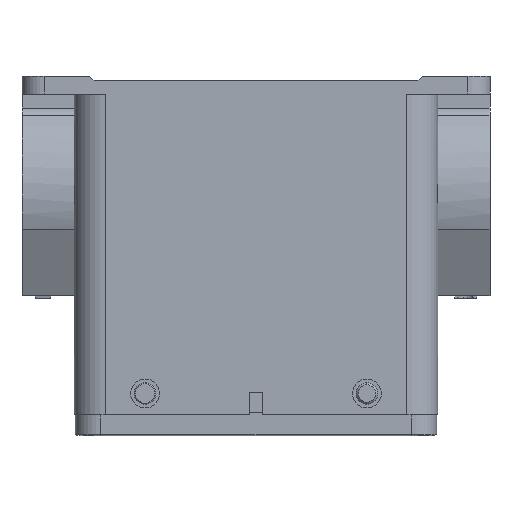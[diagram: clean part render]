
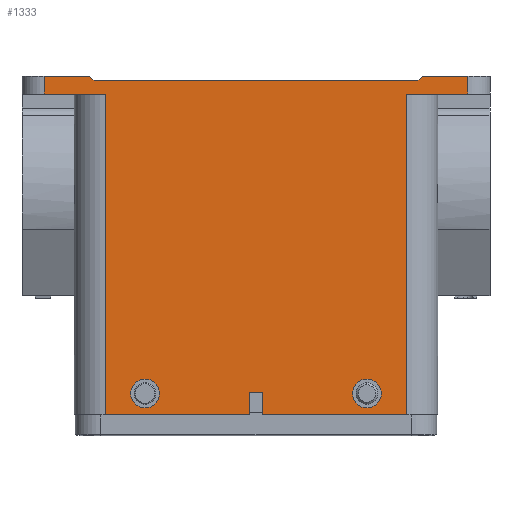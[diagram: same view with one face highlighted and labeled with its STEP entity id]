
A CAD part, front view. The second image highlights one B-rep face of the part: STEP entity #1333.
In plain terms, the highlighted planar face has unit normal (0, -1, 0).
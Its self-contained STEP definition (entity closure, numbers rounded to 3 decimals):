
#108=PLANE('',#6381);
#301=LINE('',#9100,#774);
#305=LINE('',#9110,#778);
#308=LINE('',#9128,#781);
#345=LINE('',#9242,#818);
#346=LINE('',#9250,#819);
#347=LINE('',#9253,#820);
#348=LINE('',#9254,#821);
#349=LINE('',#9255,#822);
#350=LINE('',#9256,#823);
#351=LINE('',#9258,#824);
#352=LINE('',#9260,#825);
#353=LINE('',#9262,#826);
#354=LINE('',#9264,#827);
#355=LINE('',#9266,#828);
#356=LINE('',#9268,#829);
#357=LINE('',#9270,#830);
#774=VECTOR('',#7071,1.);
#778=VECTOR('',#7079,1.);
#781=VECTOR('',#7096,1.);
#818=VECTOR('',#7205,1.);
#819=VECTOR('',#7214,1.);
#820=VECTOR('',#7215,1.);
#821=VECTOR('',#7216,1.);
#822=VECTOR('',#7217,1.);
#823=VECTOR('',#7218,1.);
#824=VECTOR('',#7219,1.);
#825=VECTOR('',#7220,1.);
#826=VECTOR('',#7221,1.);
#827=VECTOR('',#7222,1.);
#828=VECTOR('',#7223,1.);
#829=VECTOR('',#7224,1.);
#830=VECTOR('',#7225,1.);
#1241=FACE_BOUND('',#2178,.T.);
#1242=FACE_BOUND('',#2179,.T.);
#1243=FACE_BOUND('',#2180,.T.);
#1333=ADVANCED_FACE('NONE',(#1241,#1242,#1243),#108,.F.);
#2178=EDGE_LOOP('',(#2850,#2851));
#2179=EDGE_LOOP('',(#2852,#2853,#2854,#2855,#2856,#2857,#2858,#2859,#2860,
#2861,#2862,#2863,#2864,#2865,#2866,#2867));
#2180=EDGE_LOOP('',(#2868,#2869));
#2850=ORIENTED_EDGE('',*,*,#5230,.F.);
#2851=ORIENTED_EDGE('',*,*,#5231,.F.);
#2852=ORIENTED_EDGE('',*,*,#5232,.F.);
#2853=ORIENTED_EDGE('',*,*,#5233,.F.);
#2854=ORIENTED_EDGE('',*,*,#5228,.F.);
#2855=ORIENTED_EDGE('',*,*,#5156,.F.);
#2856=ORIENTED_EDGE('',*,*,#5234,.F.);
#2857=ORIENTED_EDGE('',*,*,#5161,.T.);
#2858=ORIENTED_EDGE('',*,*,#5235,.F.);
#2859=ORIENTED_EDGE('',*,*,#5170,.F.);
#2860=ORIENTED_EDGE('',*,*,#5236,.F.);
#2861=ORIENTED_EDGE('',*,*,#5237,.F.);
#2862=ORIENTED_EDGE('',*,*,#5238,.F.);
#2863=ORIENTED_EDGE('',*,*,#5239,.F.);
#2864=ORIENTED_EDGE('',*,*,#5240,.F.);
#2865=ORIENTED_EDGE('',*,*,#5241,.F.);
#2866=ORIENTED_EDGE('',*,*,#5242,.F.);
#2867=ORIENTED_EDGE('',*,*,#5243,.F.);
#2868=ORIENTED_EDGE('',*,*,#5244,.F.);
#2869=ORIENTED_EDGE('',*,*,#5245,.F.);
#4551=VERTEX_POINT('',#9101);
#4552=VERTEX_POINT('',#9102);
#4554=VERTEX_POINT('',#9109);
#4555=VERTEX_POINT('',#9111);
#4562=VERTEX_POINT('',#9127);
#4563=VERTEX_POINT('',#9129);
#4604=VERTEX_POINT('',#9243);
#4605=VERTEX_POINT('',#9247);
#4606=VERTEX_POINT('',#9248);
#4607=VERTEX_POINT('',#9251);
#4608=VERTEX_POINT('',#9252);
#4609=VERTEX_POINT('',#9257);
#4610=VERTEX_POINT('',#9259);
#4611=VERTEX_POINT('',#9261);
#4612=VERTEX_POINT('',#9263);
#4613=VERTEX_POINT('',#9265);
#4614=VERTEX_POINT('',#9267);
#4615=VERTEX_POINT('',#9269);
#4616=VERTEX_POINT('',#9272);
#4617=VERTEX_POINT('',#9273);
#5156=EDGE_CURVE('NONE',#4551,#4552,#301,.T.);
#5161=EDGE_CURVE('NONE',#4555,#4554,#305,.T.);
#5170=EDGE_CURVE('NONE',#4562,#4563,#308,.T.);
#5228=EDGE_CURVE('NONE',#4552,#4604,#345,.T.);
#5230=EDGE_CURVE('NONE',#4605,#4606,#6028,.T.);
#5231=EDGE_CURVE('NONE',#4606,#4605,#6029,.T.);
#5232=EDGE_CURVE('NONE',#4607,#4608,#346,.T.);
#5233=EDGE_CURVE('NONE',#4604,#4607,#347,.T.);
#5234=EDGE_CURVE('NONE',#4555,#4551,#348,.T.);
#5235=EDGE_CURVE('NONE',#4563,#4554,#349,.T.);
#5236=EDGE_CURVE('NONE',#4609,#4562,#350,.T.);
#5237=EDGE_CURVE('NONE',#4610,#4609,#351,.T.);
#5238=EDGE_CURVE('NONE',#4611,#4610,#352,.T.);
#5239=EDGE_CURVE('NONE',#4612,#4611,#353,.T.);
#5240=EDGE_CURVE('NONE',#4613,#4612,#354,.T.);
#5241=EDGE_CURVE('NONE',#4614,#4613,#355,.T.);
#5242=EDGE_CURVE('NONE',#4615,#4614,#356,.T.);
#5243=EDGE_CURVE('',#4608,#4615,#357,.T.);
#5244=EDGE_CURVE('NONE',#4616,#4617,#6030,.T.);
#5245=EDGE_CURVE('NONE',#4617,#4616,#6031,.T.);
#6028=CIRCLE('',#6377,3.25);
#6029=CIRCLE('',#6378,3.25);
#6030=CIRCLE('',#6379,3.25);
#6031=CIRCLE('',#6380,3.25);
#6377=AXIS2_PLACEMENT_3D('',#9246,#7210,#7211);
#6378=AXIS2_PLACEMENT_3D('',#9249,#7212,#7213);
#6379=AXIS2_PLACEMENT_3D('',#9271,#7226,#7227);
#6380=AXIS2_PLACEMENT_3D('',#9274,#7228,#7229);
#6381=AXIS2_PLACEMENT_3D('',#9275,#7230,#7231);
#7071=DIRECTION('',(1.,0.,0.));
#7079=DIRECTION('',(-1.,0.,0.));
#7096=DIRECTION('',(1.,0.,0.));
#7205=DIRECTION('',(0.,0.,-1.));
#7210=DIRECTION('',(0.,-1.,0.));
#7211=DIRECTION('',(0.,0.,-1.));
#7212=DIRECTION('',(0.,-1.,0.));
#7213=DIRECTION('',(0.,0.,-1.));
#7214=DIRECTION('',(0.,0.,-1.));
#7215=DIRECTION('',(-1.,0.,0.));
#7216=DIRECTION('',(0.707,0.,0.707));
#7217=DIRECTION('',(0.707,0.,-0.707));
#7218=DIRECTION('',(0.,0.,1.));
#7219=DIRECTION('',(-1.,0.,0.));
#7220=DIRECTION('',(0.,0.,1.));
#7221=DIRECTION('',(-1.,0.,0.));
#7222=DIRECTION('',(0.,0.,-1.));
#7223=DIRECTION('',(-1.,0.,0.));
#7224=DIRECTION('',(0.,0.,1.));
#7225=DIRECTION('',(-1.,0.,0.));
#7226=DIRECTION('',(0.,-1.,0.));
#7227=DIRECTION('',(0.,0.,-1.));
#7228=DIRECTION('',(0.,-1.,0.));
#7229=DIRECTION('',(0.,0.,-1.));
#7230=DIRECTION('',(0.,1.,0.));
#7231=DIRECTION('',(0.,0.,1.));
#9100=CARTESIAN_POINT('',(-53.,-28.25,0.));
#9101=CARTESIAN_POINT('',(37.5,-28.25,0.));
#9102=CARTESIAN_POINT('',(47.75,-28.25,0.));
#9109=CARTESIAN_POINT('',(-36.5,-28.25,-1.));
#9110=CARTESIAN_POINT('',(-36.5,-28.25,-1.));
#9111=CARTESIAN_POINT('',(36.5,-28.25,-1.));
#9127=CARTESIAN_POINT('',(-47.75,-28.25,0.));
#9128=CARTESIAN_POINT('',(-53.,-28.25,0.));
#9129=CARTESIAN_POINT('',(-37.5,-28.25,0.));
#9242=CARTESIAN_POINT('',(47.75,-28.25,-49.816));
#9243=CARTESIAN_POINT('',(47.75,-28.25,-4.));
#9246=CARTESIAN_POINT('',(-25.,-28.25,-71.5));
#9247=CARTESIAN_POINT('',(-25.,-28.25,-74.75));
#9248=CARTESIAN_POINT('',(-25.,-28.25,-68.25));
#9249=CARTESIAN_POINT('',(-25.,-28.25,-71.5));
#9250=CARTESIAN_POINT('',(34.,-28.25,0.));
#9251=CARTESIAN_POINT('',(34.,-28.25,-4.));
#9252=CARTESIAN_POINT('',(34.,-28.25,-76.322));
#9253=CARTESIAN_POINT('',(0.,-28.25,-4.));
#9254=CARTESIAN_POINT('',(36.5,-28.25,-1.));
#9255=CARTESIAN_POINT('',(-37.5,-28.25,0.));
#9256=CARTESIAN_POINT('',(-47.75,-28.25,0.));
#9257=CARTESIAN_POINT('',(-47.75,-28.25,-4.));
#9258=CARTESIAN_POINT('',(0.,-28.25,-4.));
#9259=CARTESIAN_POINT('',(-34.,-28.25,-4.));
#9260=CARTESIAN_POINT('',(-34.,-28.25,0.));
#9261=CARTESIAN_POINT('',(-34.,-28.25,-76.322));
#9262=CARTESIAN_POINT('',(0.,-28.25,-76.322));
#9263=CARTESIAN_POINT('',(-1.5,-28.25,-76.322));
#9264=CARTESIAN_POINT('',(-1.5,-28.25,0.));
#9265=CARTESIAN_POINT('',(-1.5,-28.25,-71.322));
#9266=CARTESIAN_POINT('',(0.,-28.25,-71.322));
#9267=CARTESIAN_POINT('',(1.5,-28.25,-71.322));
#9268=CARTESIAN_POINT('',(1.5,-28.25,0.));
#9269=CARTESIAN_POINT('',(1.5,-28.25,-76.322));
#9270=CARTESIAN_POINT('',(0.,-28.25,-76.322));
#9271=CARTESIAN_POINT('',(25.,-28.25,-71.5));
#9272=CARTESIAN_POINT('',(25.,-28.25,-74.75));
#9273=CARTESIAN_POINT('',(25.,-28.25,-68.25));
#9274=CARTESIAN_POINT('',(25.,-28.25,-71.5));
#9275=CARTESIAN_POINT('',(0.,-28.25,0.));
